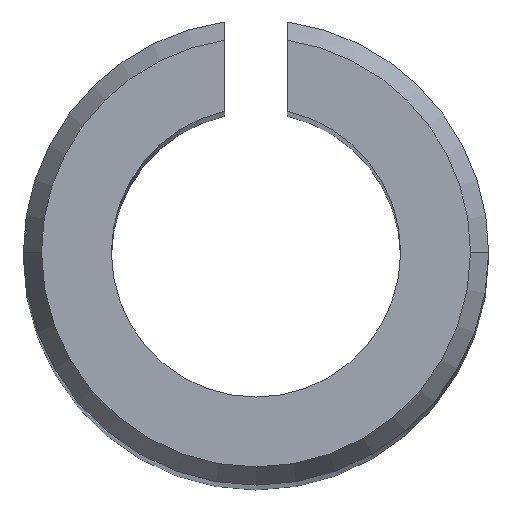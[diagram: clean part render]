
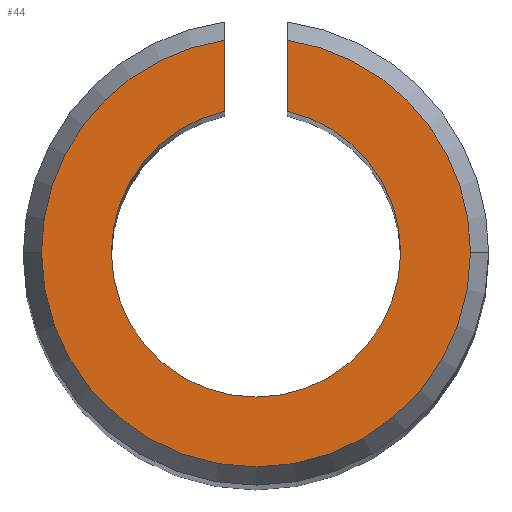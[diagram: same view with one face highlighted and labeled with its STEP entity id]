
A CAD part, top view. The second image highlights one B-rep face of the part: STEP entity #44.
In plain terms, the highlighted planar face has unit normal (0, 0, 1).
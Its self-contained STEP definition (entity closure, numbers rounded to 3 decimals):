
#6 = FACE_OUTER_BOUND ( 'NONE', #346, .T. ) ;
#14 = VERTEX_POINT ( 'NONE', #146 ) ;
#18 = ORIENTED_EDGE ( 'NONE', *, *, #389, .T. ) ;
#32 = ORIENTED_EDGE ( 'NONE', *, *, #265, .T. ) ;
#42 = CIRCLE ( 'NONE', #328, 3.411 ) ;
#44 = ADVANCED_FACE ( 'NONE', ( #6 ), #208, .T. ) ;
#53 = VECTOR ( 'NONE', #476, 1000. ) ;
#63 = CARTESIAN_POINT ( 'NONE',  ( 0., 0., 45. ) ) ;
#69 = CIRCLE ( 'NONE', #534, 3.411 ) ;
#70 = ORIENTED_EDGE ( 'NONE', *, *, #512, .T. ) ;
#75 = AXIS2_PLACEMENT_3D ( 'NONE', #304, #184, #266 ) ;
#89 = DIRECTION ( 'NONE',  ( 0., 0., 1. ) ) ;
#90 = EDGE_CURVE ( 'NONE', #238, #213, #254, .T. ) ;
#96 = DIRECTION ( 'NONE',  ( 0., 0., -1. ) ) ;
#99 = EDGE_CURVE ( 'NONE', #213, #267, #391, .T. ) ;
#114 = CARTESIAN_POINT ( 'NONE',  ( 0.5, 3.374, 45. ) ) ;
#119 = CIRCLE ( 'NONE', #360, 2.3 ) ;
#121 = AXIS2_PLACEMENT_3D ( 'NONE', #498, #277, #324 ) ;
#125 = VERTEX_POINT ( 'NONE', #237 ) ;
#128 = CIRCLE ( 'NONE', #75, 3.411 ) ;
#132 = CARTESIAN_POINT ( 'NONE',  ( 0., 0., 45. ) ) ;
#133 = DIRECTION ( 'NONE',  ( 1., 0., 0. ) ) ;
#138 = CARTESIAN_POINT ( 'NONE',  ( -0.5, 3.666, 45. ) ) ;
#144 = ORIENTED_EDGE ( 'NONE', *, *, #484, .T. ) ;
#146 = CARTESIAN_POINT ( 'NONE',  ( -3.411, 0., 45. ) ) ;
#150 = CARTESIAN_POINT ( 'NONE',  ( 0., 0., 45. ) ) ;
#154 = VERTEX_POINT ( 'NONE', #114 ) ;
#184 = DIRECTION ( 'NONE',  ( 0., 0., 1. ) ) ;
#204 = DIRECTION ( 'NONE',  ( 0., 0., -1. ) ) ;
#208 = PLANE ( 'NONE',  #121 ) ;
#213 = VERTEX_POINT ( 'NONE', #408 ) ;
#225 = DIRECTION ( 'NONE',  ( 1., 0., 0. ) ) ;
#237 = CARTESIAN_POINT ( 'NONE',  ( 3.411, 0., 45. ) ) ;
#238 = VERTEX_POINT ( 'NONE', #381 ) ;
#249 = AXIS2_PLACEMENT_3D ( 'NONE', #327, #204, #369 ) ;
#251 = CARTESIAN_POINT ( 'NONE',  ( 0.5, 3.666, 45. ) ) ;
#254 = CIRCLE ( 'NONE', #428, 2.3 ) ;
#265 = EDGE_CURVE ( 'NONE', #154, #238, #444, .T. ) ;
#266 = DIRECTION ( 'NONE',  ( 1., 0., 0. ) ) ;
#267 = VERTEX_POINT ( 'NONE', #503 ) ;
#277 = DIRECTION ( 'NONE',  ( 0., 0., 1. ) ) ;
#300 = VERTEX_POINT ( 'NONE', #460 ) ;
#301 = CARTESIAN_POINT ( 'NONE',  ( 0., 0., 45. ) ) ;
#304 = CARTESIAN_POINT ( 'NONE',  ( 0., 0., 45. ) ) ;
#318 = DIRECTION ( 'NONE',  ( 1., 0., 0. ) ) ;
#324 = DIRECTION ( 'NONE',  ( 1., 0., 0. ) ) ;
#327 = CARTESIAN_POINT ( 'NONE',  ( 0., 0., 45. ) ) ;
#328 = AXIS2_PLACEMENT_3D ( 'NONE', #301, #89, #133 ) ;
#340 = ORIENTED_EDGE ( 'NONE', *, *, #350, .T. ) ;
#346 = EDGE_LOOP ( 'NONE', ( #18, #493, #144, #340, #32, #431, #348, #70 ) ) ;
#348 = ORIENTED_EDGE ( 'NONE', *, *, #99, .T. ) ;
#349 = CARTESIAN_POINT ( 'NONE',  ( -0.5, 2.245, 45. ) ) ;
#350 = EDGE_CURVE ( 'NONE', #125, #154, #69, .T. ) ;
#360 = AXIS2_PLACEMENT_3D ( 'NONE', #150, #96, #318 ) ;
#362 = VECTOR ( 'NONE', #458, 1000. ) ;
#365 = DIRECTION ( 'NONE',  ( 0., 0., -1. ) ) ;
#369 = DIRECTION ( 'NONE',  ( 1., 0., 0. ) ) ;
#381 = CARTESIAN_POINT ( 'NONE',  ( 0.5, 2.245, 45. ) ) ;
#389 = EDGE_CURVE ( 'NONE', #429, #300, #464, .T. ) ;
#391 = CIRCLE ( 'NONE', #249, 2.3 ) ;
#408 = CARTESIAN_POINT ( 'NONE',  ( 2.3, 0., 45. ) ) ;
#428 = AXIS2_PLACEMENT_3D ( 'NONE', #63, #365, #454 ) ;
#429 = VERTEX_POINT ( 'NONE', #349 ) ;
#431 = ORIENTED_EDGE ( 'NONE', *, *, #90, .T. ) ;
#432 = DIRECTION ( 'NONE',  ( 0., 0., 1. ) ) ;
#434 = EDGE_CURVE ( 'NONE', #300, #14, #42, .T. ) ;
#444 = LINE ( 'NONE', #251, #362 ) ;
#454 = DIRECTION ( 'NONE',  ( 1., 0., 0. ) ) ;
#458 = DIRECTION ( 'NONE',  ( 0., -1., 0. ) ) ;
#460 = CARTESIAN_POINT ( 'NONE',  ( -0.5, 3.374, 45. ) ) ;
#464 = LINE ( 'NONE', #138, #53 ) ;
#476 = DIRECTION ( 'NONE',  ( 0., 1., 0. ) ) ;
#484 = EDGE_CURVE ( 'NONE', #14, #125, #128, .T. ) ;
#493 = ORIENTED_EDGE ( 'NONE', *, *, #434, .T. ) ;
#498 = CARTESIAN_POINT ( 'NONE',  ( 0., 0., 45. ) ) ;
#503 = CARTESIAN_POINT ( 'NONE',  ( -2.3, 0., 45. ) ) ;
#512 = EDGE_CURVE ( 'NONE', #267, #429, #119, .T. ) ;
#534 = AXIS2_PLACEMENT_3D ( 'NONE', #132, #432, #225 ) ;
